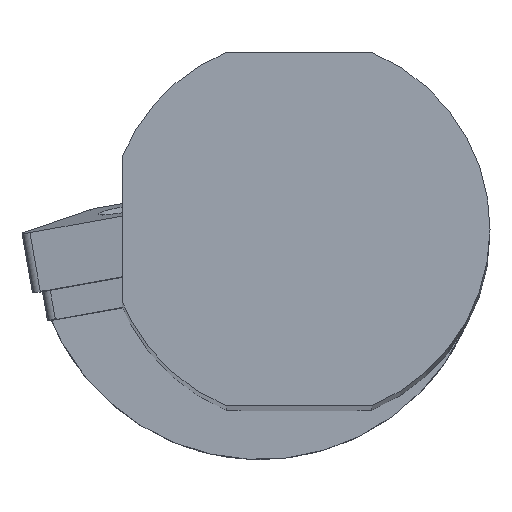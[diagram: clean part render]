
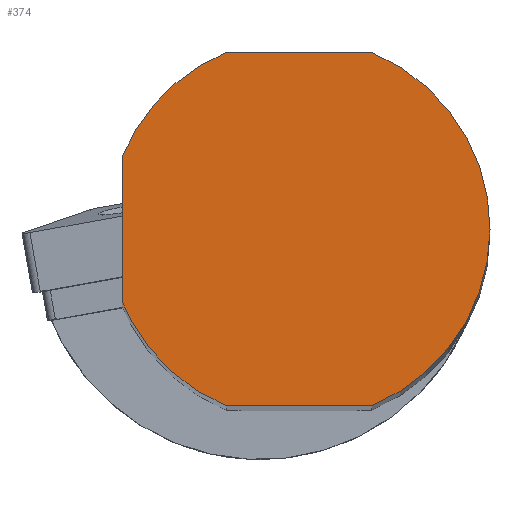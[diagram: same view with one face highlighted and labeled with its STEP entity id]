
A CAD part, top view. The second image highlights one B-rep face of the part: STEP entity #374.
In plain terms, the highlighted planar face has unit normal (0, 0, 1).
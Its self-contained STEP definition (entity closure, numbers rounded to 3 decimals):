
#161=AXIS2_PLACEMENT_3D('Circle Axis2P3D',#159,#160,$) ;
#322=AXIS2_PLACEMENT_3D('Plane Axis2P3D',#319,#320,#321) ;
#335=AXIS2_PLACEMENT_3D('Circle Axis2P3D',#333,#334,$) ;
#342=AXIS2_PLACEMENT_3D('Circle Axis2P3D',#340,#341,$) ;
#356=AXIS2_PLACEMENT_3D('Circle Axis2P3D',#354,#355,$) ;
#361=AXIS2_PLACEMENT_3D('Circle Axis2P3D',#359,#360,$) ;
#159=CARTESIAN_POINT('Axis2P3D Location',(0.,0.,0.)) ;
#163=CARTESIAN_POINT('Vertex',(17.552,9.589,0.)) ;
#165=CARTESIAN_POINT('Vertex',(7.599,18.5,0.)) ;
#291=CARTESIAN_POINT('Vertex',(-7.599,18.5,0.)) ;
#294=CARTESIAN_POINT('Line Origine',(0.,18.5,0.)) ;
#319=CARTESIAN_POINT('Axis2P3D Location',(-19.,0.,0.)) ;
#324=CARTESIAN_POINT('Line Origine',(-18.5,0.,0.)) ;
#328=CARTESIAN_POINT('Vertex',(-18.5,7.599,0.)) ;
#330=CARTESIAN_POINT('Vertex',(-18.5,-7.599,0.)) ;
#333=CARTESIAN_POINT('Axis2P3D Location',(0.,0.,0.)) ;
#337=CARTESIAN_POINT('Vertex',(-17.552,-9.589,0.)) ;
#340=CARTESIAN_POINT('Axis2P3D Location',(0.,0.,0.)) ;
#344=CARTESIAN_POINT('Vertex',(-7.599,-18.5,0.)) ;
#347=CARTESIAN_POINT('Line Origine',(0.,-18.5,0.)) ;
#351=CARTESIAN_POINT('Vertex',(7.599,-18.5,0.)) ;
#354=CARTESIAN_POINT('Axis2P3D Location',(0.,0.,0.)) ;
#359=CARTESIAN_POINT('Axis2P3D Location',(0.,0.,0.)) ;
#160=DIRECTION('Axis2P3D Direction',(0.,0.,1.)) ;
#295=DIRECTION('Vector Direction',(1.,0.,0.)) ;
#320=DIRECTION('Axis2P3D Direction',(0.,0.,1.)) ;
#321=DIRECTION('Axis2P3D XDirection',(1.,0.,0.)) ;
#325=DIRECTION('Vector Direction',(0.,-1.,0.)) ;
#334=DIRECTION('Axis2P3D Direction',(0.,0.,1.)) ;
#341=DIRECTION('Axis2P3D Direction',(0.,0.,1.)) ;
#348=DIRECTION('Vector Direction',(1.,0.,0.)) ;
#355=DIRECTION('Axis2P3D Direction',(0.,0.,1.)) ;
#360=DIRECTION('Axis2P3D Direction',(0.,0.,1.)) ;
#296=VECTOR('Line Direction',#295,1.) ;
#326=VECTOR('Line Direction',#325,1.) ;
#349=VECTOR('Line Direction',#348,1.) ;
#365=ORIENTED_EDGE('',*,*,#332,.T.) ;
#366=ORIENTED_EDGE('',*,*,#339,.F.) ;
#367=ORIENTED_EDGE('',*,*,#346,.T.) ;
#368=ORIENTED_EDGE('',*,*,#353,.T.) ;
#369=ORIENTED_EDGE('',*,*,#358,.T.) ;
#370=ORIENTED_EDGE('',*,*,#167,.T.) ;
#371=ORIENTED_EDGE('',*,*,#298,.F.) ;
#372=ORIENTED_EDGE('',*,*,#363,.T.) ;
#374=ADVANCED_FACE('NOCUT',(#373),#323,.T.) ;
#162=CIRCLE('generated circle',#161,20.) ;
#336=CIRCLE('generated circle',#335,20.) ;
#343=CIRCLE('generated circle',#342,20.) ;
#357=CIRCLE('generated circle',#356,20.) ;
#362=CIRCLE('generated circle',#361,20.) ;
#167=EDGE_CURVE('',#164,#166,#162,.T.) ;
#298=EDGE_CURVE('',#292,#166,#297,.T.) ;
#332=EDGE_CURVE('',#329,#331,#327,.T.) ;
#339=EDGE_CURVE('',#338,#331,#336,.F.) ;
#346=EDGE_CURVE('',#338,#345,#343,.T.) ;
#353=EDGE_CURVE('',#345,#352,#350,.T.) ;
#358=EDGE_CURVE('',#352,#164,#357,.T.) ;
#363=EDGE_CURVE('',#292,#329,#362,.T.) ;
#364=EDGE_LOOP('',(#365,#366,#367,#368,#369,#370,#371,#372)) ;
#373=FACE_OUTER_BOUND('',#364,.T.) ;
#297=LINE('Line',#294,#296) ;
#327=LINE('Line',#324,#326) ;
#350=LINE('Line',#347,#349) ;
#323=PLANE('',#322) ;
#164=VERTEX_POINT('',#163) ;
#166=VERTEX_POINT('',#165) ;
#292=VERTEX_POINT('',#291) ;
#329=VERTEX_POINT('',#328) ;
#331=VERTEX_POINT('',#330) ;
#338=VERTEX_POINT('',#337) ;
#345=VERTEX_POINT('',#344) ;
#352=VERTEX_POINT('',#351) ;
